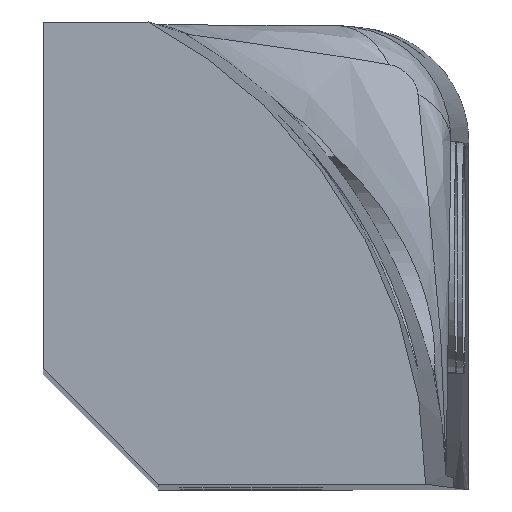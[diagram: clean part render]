
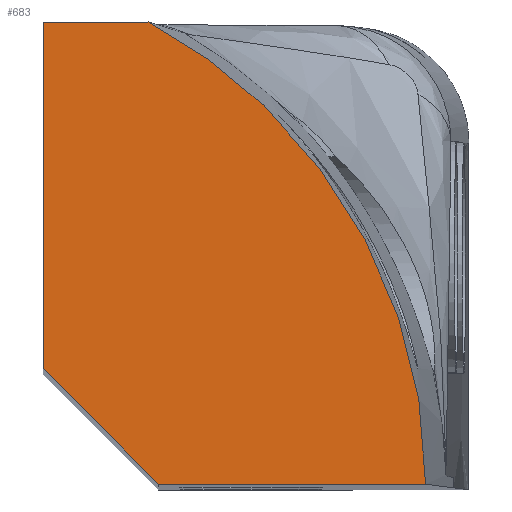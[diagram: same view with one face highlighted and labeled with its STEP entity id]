
A CAD part, top view. The second image highlights one B-rep face of the part: STEP entity #683.
In plain terms, the highlighted planar face has unit normal (0, 0, 1).
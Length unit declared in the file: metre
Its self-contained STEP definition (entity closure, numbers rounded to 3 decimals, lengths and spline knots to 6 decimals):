
#25=ELLIPSE('',#743,0.02267,0.022668);
#32=PLANE('',#761);
#54=LINE('',#1159,#74);
#56=LINE('',#1172,#76);
#57=LINE('',#1214,#77);
#61=LINE('',#1240,#81);
#74=VECTOR('',#843,1.);
#76=VECTOR('',#853,1.);
#77=VECTOR('',#866,1.);
#81=VECTOR('',#884,1.);
#178=ORIENTED_EDGE('',*,*,#321,.T.);
#179=ORIENTED_EDGE('',*,*,#344,.T.);
#180=ORIENTED_EDGE('',*,*,#335,.T.);
#181=ORIENTED_EDGE('',*,*,#312,.F.);
#182=ORIENTED_EDGE('',*,*,#327,.F.);
#312=EDGE_CURVE('',#400,#401,#25,.F.);
#321=EDGE_CURVE('',#409,#408,#54,.T.);
#327=EDGE_CURVE('',#409,#400,#56,.T.);
#335=EDGE_CURVE('',#418,#401,#57,.T.);
#344=EDGE_CURVE('',#408,#418,#61,.T.);
#400=VERTEX_POINT('',#1123);
#401=VERTEX_POINT('',#1125);
#408=VERTEX_POINT('',#1158);
#409=VERTEX_POINT('',#1160);
#418=VERTEX_POINT('',#1215);
#503=EDGE_LOOP('',(#178,#179,#180,#181,#182));
#591=FACE_BOUND('',#503,.T.);
#683=ADVANCED_FACE('',(#591),#32,.T.);
#743=AXIS2_PLACEMENT_3D('',#1124,#835,#836);
#761=AXIS2_PLACEMENT_3D('',#1239,#882,#883);
#835=DIRECTION('',(0.,0.,1.));
#836=DIRECTION('',(-1.,0.,0.));
#843=DIRECTION('',(0.,-1.,0.));
#853=DIRECTION('',(1.,0.,0.));
#866=DIRECTION('',(1.,0.,0.));
#882=DIRECTION('',(0.,0.,1.));
#883=DIRECTION('',(0.,-1.,0.));
#884=DIRECTION('',(0.707,-0.707,0.));
#1123=CARTESIAN_POINT('',(0.014557,0.01,0.144474));
#1124=CARTESIAN_POINT('',(0.003887,-0.01,0.144474));
#1125=CARTESIAN_POINT('',(0.026557,-0.01,0.144474));
#1158=CARTESIAN_POINT('',(0.01,-0.005,0.144474));
#1159=CARTESIAN_POINT('',(0.01,-0.010002,0.144474));
#1160=CARTESIAN_POINT('',(0.01,0.01,0.144474));
#1172=CARTESIAN_POINT('',(0.,0.01,0.144474));
#1214=CARTESIAN_POINT('',(0.,-0.01,0.144474));
#1215=CARTESIAN_POINT('',(0.015,-0.01,0.144474));
#1239=CARTESIAN_POINT('',(0.,-0.017,0.144474));
#1240=CARTESIAN_POINT('',(0.011,-0.006,0.144474));
